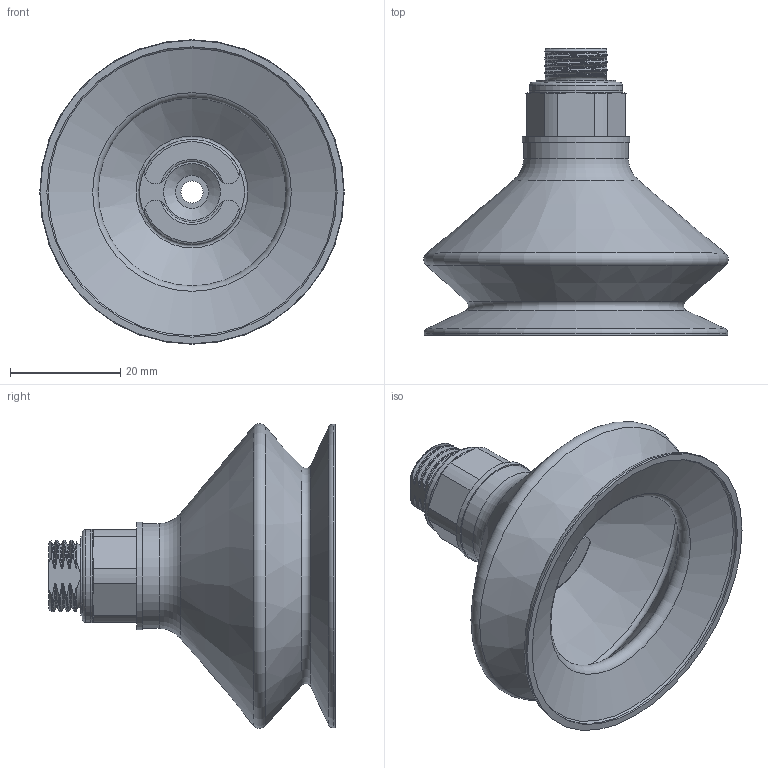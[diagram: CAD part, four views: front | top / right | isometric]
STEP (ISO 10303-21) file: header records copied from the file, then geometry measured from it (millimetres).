
FILE_DESCRIPTION(/* description */ (''),/* implementation_level */ '2;1');
FILE_NAME(/* name */ 'Stor Sugekop.step',/* time_stamp */ '2022-04-20T14:28:19+02:00',/* author */ (''),/* organization */ (''),/* preprocessor_version */ 'ST-DEVELOPER v18.1',/* originating_system */ 'Autodesk Translation Framework v10.14.0.1471',/* authorisation */ '');
FILE_SCHEMA (('AUTOMOTIVE_DESIGN { 1 0 10303 214 3 1 1 }'));
Length unit declared in the file: millimetre
Products named in the file (1): 1396063_VASB-55-1_4-PUR-B
Bounding box: 55.17 x 52 x 55.17 mm (x, y, z)
Volume: 18654.2 mm3; surface area: 14164.4 mm2
Topology: 1 solids, 1 shells, 152 faces, 404 edges, 262 vertices
Faces by surface type: bspline 46, plane 41, cylinder 33, cone 18, torus 14
Full cylindrical faces by diameter (mm): 4 x1, 6 x1, 13.2 x1, 14.4 x1, 16.8 x1, 17 x1, 19 x1, 19.5 x1, 52.6 x1, 55 x1
Entity records: 7568 total; most frequent: CARTESIAN_POINT 4199, ORIENTED_EDGE 808, DIRECTION 512, EDGE_CURVE 404, VERTEX_POINT 262, AXIS2_PLACEMENT_3D 212, B_SPLINE_CURVE_WITH_KNOTS 193, EDGE_LOOP 162
